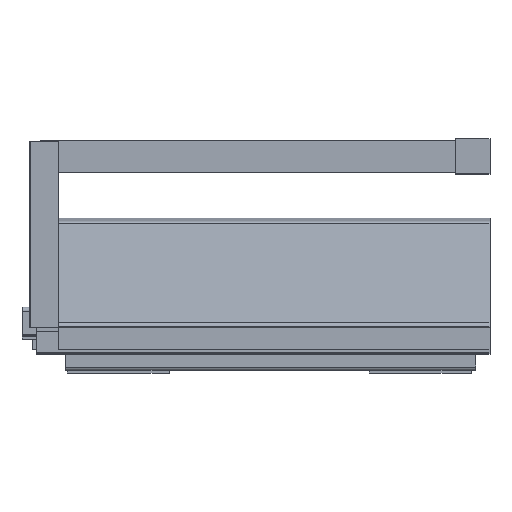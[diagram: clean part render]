
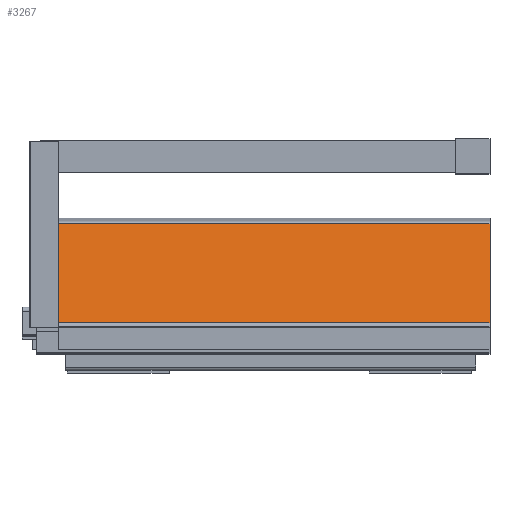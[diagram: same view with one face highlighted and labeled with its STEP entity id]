
A CAD part, top view. The second image highlights one B-rep face of the part: STEP entity #3267.
In plain terms, the highlighted planar face has unit normal (0, 0.208, 0.978).
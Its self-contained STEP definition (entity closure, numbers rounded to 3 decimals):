
#4 = CARTESIAN_POINT ( 'NONE',  ( -292., 80.422, 21.003 ) ) ;
#196 = EDGE_CURVE ( 'NONE', #8316, #7007, #8521, .T. ) ;
#267 = EDGE_CURVE ( 'NONE', #8316, #5605, #7160, .T. ) ;
#918 = ORIENTED_EDGE ( 'NONE', *, *, #3767, .T. ) ;
#1317 = CARTESIAN_POINT ( 'NONE',  ( -275.5, 80.422, 21.003 ) ) ;
#1410 = VECTOR ( 'NONE', #4505, 1000. ) ;
#1773 = FACE_OUTER_BOUND ( 'NONE', #7519, .T. ) ;
#1776 = VERTEX_POINT ( 'NONE', #9905 ) ;
#1898 = CARTESIAN_POINT ( 'NONE',  ( -275.5, 17.084, 34.466 ) ) ;
#2277 = DIRECTION ( 'NONE',  ( 1., 0., 0. ) ) ;
#2692 = DIRECTION ( 'NONE',  ( 0., 0.208, 0.978 ) ) ;
#2747 = DIRECTION ( 'NONE',  ( 0., -0.978, 0.208 ) ) ;
#3022 = VECTOR ( 'NONE', #9998, 1000. ) ;
#3054 = VECTOR ( 'NONE', #2277, 1000. ) ;
#3267 = ADVANCED_FACE ( 'NONE', ( #1773 ), #7478, .T. ) ;
#3767 = EDGE_CURVE ( 'NONE', #5605, #1776, #5946, .T. ) ;
#3803 = ORIENTED_EDGE ( 'NONE', *, *, #267, .T. ) ;
#4038 = CARTESIAN_POINT ( 'NONE',  ( 0., 80.422, 21.003 ) ) ;
#4150 = CARTESIAN_POINT ( 'NONE',  ( -275.5, 80.422, 21.003 ) ) ;
#4505 = DIRECTION ( 'NONE',  ( 0., -0.978, 0.208 ) ) ;
#5032 = DIRECTION ( 'NONE',  ( 1., 0., 0. ) ) ;
#5414 = EDGE_CURVE ( 'NONE', #7007, #1776, #5426, .T. ) ;
#5426 = LINE ( 'NONE', #6267, #1410 ) ;
#5605 = VERTEX_POINT ( 'NONE', #1898 ) ;
#5946 = LINE ( 'NONE', #9641, #10834 ) ;
#6267 = CARTESIAN_POINT ( 'NONE',  ( 0., 80.422, 21.003 ) ) ;
#6609 = ORIENTED_EDGE ( 'NONE', *, *, #5414, .F. ) ;
#7007 = VERTEX_POINT ( 'NONE', #4038 ) ;
#7160 = LINE ( 'NONE', #4150, #3022 ) ;
#7478 = PLANE ( 'NONE',  #12012 ) ;
#7519 = EDGE_LOOP ( 'NONE', ( #7770, #3803, #918, #6609 ) ) ;
#7770 = ORIENTED_EDGE ( 'NONE', *, *, #196, .F. ) ;
#8316 = VERTEX_POINT ( 'NONE', #1317 ) ;
#8521 = LINE ( 'NONE', #10520, #3054 ) ;
#9641 = CARTESIAN_POINT ( 'NONE',  ( 0., 17.084, 34.466 ) ) ;
#9905 = CARTESIAN_POINT ( 'NONE',  ( 0., 17.084, 34.466 ) ) ;
#9998 = DIRECTION ( 'NONE',  ( 0., -0.978, 0.208 ) ) ;
#10520 = CARTESIAN_POINT ( 'NONE',  ( -292., 80.422, 21.003 ) ) ;
#10834 = VECTOR ( 'NONE', #5032, 1000. ) ;
#12012 = AXIS2_PLACEMENT_3D ( 'NONE', #4, #2692, #2747 ) ;
